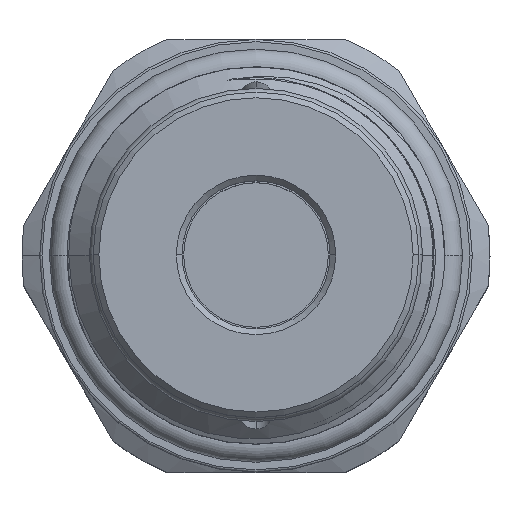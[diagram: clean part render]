
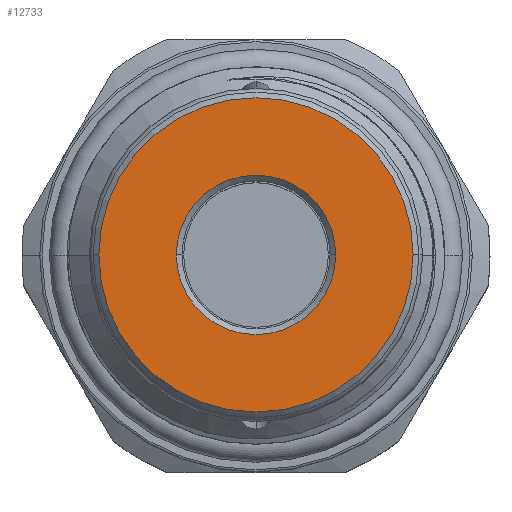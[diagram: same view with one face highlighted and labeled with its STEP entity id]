
A CAD part, top view. The second image highlights one B-rep face of the part: STEP entity #12733.
In plain terms, the highlighted planar face has unit normal (0, 0, 1).
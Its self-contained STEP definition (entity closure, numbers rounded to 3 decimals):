
#268 = CARTESIAN_POINT ( 'NONE',  ( -7., 0., 0. ) ) ;
#904 = EDGE_LOOP ( 'NONE', ( #8288, #3951 ) ) ;
#1435 = DIRECTION ( 'NONE',  ( 1., 0., 0. ) ) ;
#1663 = DIRECTION ( 'NONE',  ( 0., 0., 1. ) ) ;
#2498 = DIRECTION ( 'NONE',  ( 1., 0., 0. ) ) ;
#3235 = DIRECTION ( 'NONE',  ( 0., 0., 1. ) ) ;
#3951 = ORIENTED_EDGE ( 'NONE', *, *, #11388, .T. ) ;
#4098 = FACE_OUTER_BOUND ( 'NONE', #904, .T. ) ;
#4665 = ORIENTED_EDGE ( 'NONE', *, *, #10445, .T. ) ;
#4795 = CARTESIAN_POINT ( 'NONE',  ( 0., 0., 0. ) ) ;
#5553 = AXIS2_PLACEMENT_3D ( 'NONE', #5560, #3235, #9021 ) ;
#5560 = CARTESIAN_POINT ( 'NONE',  ( 0., 0., 0. ) ) ;
#5931 = DIRECTION ( 'NONE',  ( 0., 0., -1. ) ) ;
#5942 = CARTESIAN_POINT ( 'NONE',  ( 0., 0., 0. ) ) ;
#6555 = AXIS2_PLACEMENT_3D ( 'NONE', #4795, #5931, #13651 ) ;
#6664 = AXIS2_PLACEMENT_3D ( 'NONE', #9599, #1663, #2498 ) ;
#7401 = CARTESIAN_POINT ( 'NONE',  ( 0., 0., 0. ) ) ;
#8060 = CARTESIAN_POINT ( 'NONE',  ( 7., 0., 0. ) ) ;
#8288 = ORIENTED_EDGE ( 'NONE', *, *, #12179, .T. ) ;
#8647 = PLANE ( 'NONE',  #5553 ) ;
#8952 = CARTESIAN_POINT ( 'NONE',  ( -13.8, 0., 0. ) ) ;
#9021 = DIRECTION ( 'NONE',  ( 1., 0., 0. ) ) ;
#9156 = CIRCLE ( 'NONE', #6555, 7. ) ;
#9558 = ORIENTED_EDGE ( 'NONE', *, *, #13465, .T. ) ;
#9599 = CARTESIAN_POINT ( 'NONE',  ( 0., 0., 0. ) ) ;
#10107 = AXIS2_PLACEMENT_3D ( 'NONE', #7401, #13817, #13917 ) ;
#10153 = VERTEX_POINT ( 'NONE', #8060 ) ;
#10352 = DIRECTION ( 'NONE',  ( 0., 0., -1. ) ) ;
#10445 = EDGE_CURVE ( 'NONE', #10153, #12510, #9156, .T. ) ;
#10615 = VERTEX_POINT ( 'NONE', #8952 ) ;
#10880 = EDGE_LOOP ( 'NONE', ( #4665, #9558 ) ) ;
#10982 = CARTESIAN_POINT ( 'NONE',  ( 13.8, 0., 0. ) ) ;
#11069 = FACE_BOUND ( 'NONE', #10880, .T. ) ;
#11219 = AXIS2_PLACEMENT_3D ( 'NONE', #5942, #10352, #1435 ) ;
#11266 = CIRCLE ( 'NONE', #6664, 13.8 ) ;
#11388 = EDGE_CURVE ( 'NONE', #12742, #10615, #11266, .T. ) ;
#11921 = CIRCLE ( 'NONE', #11219, 7. ) ;
#12179 = EDGE_CURVE ( 'NONE', #10615, #12742, #13472, .T. ) ;
#12510 = VERTEX_POINT ( 'NONE', #268 ) ;
#12733 = ADVANCED_FACE ( 'NONE', ( #11069, #4098 ), #8647, .T. ) ;
#12742 = VERTEX_POINT ( 'NONE', #10982 ) ;
#13465 = EDGE_CURVE ( 'NONE', #12510, #10153, #11921, .T. ) ;
#13472 = CIRCLE ( 'NONE', #10107, 13.8 ) ;
#13651 = DIRECTION ( 'NONE',  ( 1., 0., 0. ) ) ;
#13817 = DIRECTION ( 'NONE',  ( 0., 0., 1. ) ) ;
#13917 = DIRECTION ( 'NONE',  ( 1., 0., 0. ) ) ;
